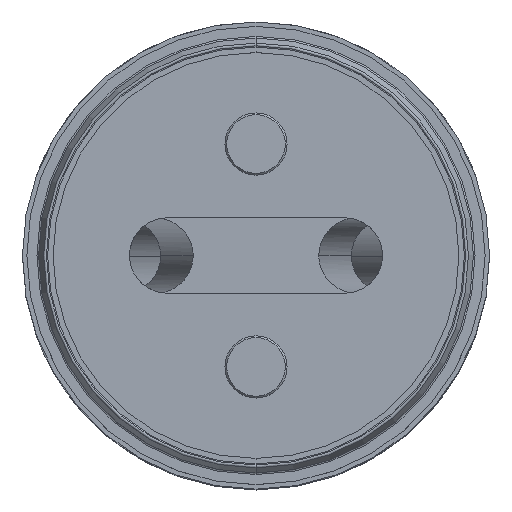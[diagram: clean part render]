
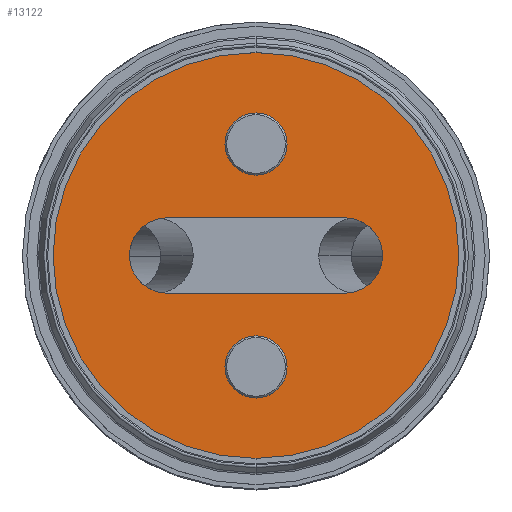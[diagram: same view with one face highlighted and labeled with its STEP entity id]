
A CAD part, top view. The second image highlights one B-rep face of the part: STEP entity #13122.
In plain terms, the highlighted planar face has unit normal (0, 0, 1).
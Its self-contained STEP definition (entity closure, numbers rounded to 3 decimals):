
#4951=CARTESIAN_POINT('',(0.,0.,72.));
#4952=DIRECTION('',(0.,0.,1.));
#4953=DIRECTION('',(0.,1.,0.));
#4954=AXIS2_PLACEMENT_3D('',#4951,#4952,#4953);
#4956=CARTESIAN_POINT('',(0.,0.,72.));
#4957=DIRECTION('',(0.,0.,1.));
#4958=DIRECTION('',(0.,-1.,0.));
#4959=AXIS2_PLACEMENT_3D('',#4956,#4957,#4958);
#4961=DIRECTION('',(-1.,0.,0.));
#4962=VECTOR('',#4961,20.);
#4963=CARTESIAN_POINT('',(10.,4.25,72.));
#4964=LINE('',#4963,#4962);
#4965=CARTESIAN_POINT('',(-10.,0.,72.));
#4966=DIRECTION('',(0.,0.,1.));
#4967=DIRECTION('',(0.,1.,0.));
#4968=AXIS2_PLACEMENT_3D('',#4965,#4966,#4967);
#4970=DIRECTION('',(1.,0.,0.));
#4971=VECTOR('',#4970,20.);
#4972=CARTESIAN_POINT('',(-10.,-4.25,72.));
#4973=LINE('',#4972,#4971);
#4974=CARTESIAN_POINT('',(10.,0.,72.));
#4975=DIRECTION('',(0.,0.,1.));
#4976=DIRECTION('',(0.,-1.,0.));
#4977=AXIS2_PLACEMENT_3D('',#4974,#4975,#4976);
#4979=CARTESIAN_POINT('',(0.,12.55,72.));
#4980=DIRECTION('',(0.,0.,1.));
#4981=DIRECTION('',(0.,-1.,0.));
#4982=AXIS2_PLACEMENT_3D('',#4979,#4980,#4981);
#4984=CARTESIAN_POINT('',(0.,12.55,72.));
#4985=DIRECTION('',(0.,0.,1.));
#4986=DIRECTION('',(0.,1.,0.));
#4987=AXIS2_PLACEMENT_3D('',#4984,#4985,#4986);
#4989=CARTESIAN_POINT('',(0.,-12.55,72.));
#4990=DIRECTION('',(0.,0.,1.));
#4991=DIRECTION('',(0.,-1.,0.));
#4992=AXIS2_PLACEMENT_3D('',#4989,#4990,#4991);
#4994=CARTESIAN_POINT('',(0.,-12.55,72.));
#4995=DIRECTION('',(0.,0.,1.));
#4996=DIRECTION('',(0.,1.,0.));
#4997=AXIS2_PLACEMENT_3D('',#4994,#4995,#4996);
#8832=CARTESIAN_POINT('',(10.,4.25,72.));
#8833=CARTESIAN_POINT('',(-10.,4.25,72.));
#8834=VERTEX_POINT('',#8832);
#8835=VERTEX_POINT('',#8833);
#8836=CARTESIAN_POINT('',(-10.,-4.25,72.));
#8837=VERTEX_POINT('',#8836);
#8838=CARTESIAN_POINT('',(10.,-4.25,72.));
#8839=VERTEX_POINT('',#8838);
#8907=CARTESIAN_POINT('',(0.,23.073,72.));
#8908=CARTESIAN_POINT('',(0.,-23.073,72.));
#8909=VERTEX_POINT('',#8907);
#8910=VERTEX_POINT('',#8908);
#9241=CARTESIAN_POINT('',(0.,9.05,72.));
#9242=CARTESIAN_POINT('',(0.,16.05,72.));
#9243=VERTEX_POINT('',#9241);
#9244=VERTEX_POINT('',#9242);
#9269=CARTESIAN_POINT('',(0.,-16.05,72.));
#9270=CARTESIAN_POINT('',(0.,-9.05,72.));
#9271=VERTEX_POINT('',#9269);
#9272=VERTEX_POINT('',#9270);
#13090=CARTESIAN_POINT('',(0.,0.,72.));
#13091=DIRECTION('',(0.,0.,1.));
#13092=DIRECTION('',(0.,1.,0.));
#13093=AXIS2_PLACEMENT_3D('',#13090,#13091,#13092);
#13094=PLANE('',#13093);
#13096=ORIENTED_EDGE('',*,*,#13095,.F.);
#13098=ORIENTED_EDGE('',*,*,#13097,.F.);
#13099=EDGE_LOOP('',(#13096,#13098));
#13100=FACE_OUTER_BOUND('',#13099,.F.);
#13102=ORIENTED_EDGE('',*,*,#13101,.T.);
#13104=ORIENTED_EDGE('',*,*,#13103,.T.);
#13105=ORIENTED_EDGE('',*,*,#13070,.T.);
#13107=ORIENTED_EDGE('',*,*,#13106,.T.);
#13108=EDGE_LOOP('',(#13102,#13104,#13105,#13107));
#13109=FACE_BOUND('',#13108,.F.);
#13111=ORIENTED_EDGE('',*,*,#13110,.T.);
#13113=ORIENTED_EDGE('',*,*,#13112,.T.);
#13114=EDGE_LOOP('',(#13111,#13113));
#13115=FACE_BOUND('',#13114,.F.);
#13117=ORIENTED_EDGE('',*,*,#13116,.T.);
#13119=ORIENTED_EDGE('',*,*,#13118,.T.);
#13120=EDGE_LOOP('',(#13117,#13119));
#13121=FACE_BOUND('',#13120,.F.);
#13122=ADVANCED_FACE('',(#13100,#13109,#13115,#13121),#13094,.T.);
#4955=CIRCLE('',#4954,23.073);
#4960=CIRCLE('',#4959,23.073);
#4969=CIRCLE('',#4968,4.25);
#4978=CIRCLE('',#4977,4.25);
#4983=CIRCLE('',#4982,3.5);
#4988=CIRCLE('',#4987,3.5);
#4993=CIRCLE('',#4992,3.5);
#4998=CIRCLE('',#4997,3.5);
#13070=EDGE_CURVE('',#8837,#8839,#4973,.T.);
#13095=EDGE_CURVE('',#8909,#8910,#4955,.T.);
#13097=EDGE_CURVE('',#8910,#8909,#4960,.T.);
#13101=EDGE_CURVE('',#8834,#8835,#4964,.T.);
#13103=EDGE_CURVE('',#8835,#8837,#4969,.T.);
#13106=EDGE_CURVE('',#8839,#8834,#4978,.T.);
#13110=EDGE_CURVE('',#9243,#9244,#4983,.T.);
#13112=EDGE_CURVE('',#9244,#9243,#4988,.T.);
#13116=EDGE_CURVE('',#9271,#9272,#4993,.T.);
#13118=EDGE_CURVE('',#9272,#9271,#4998,.T.);
